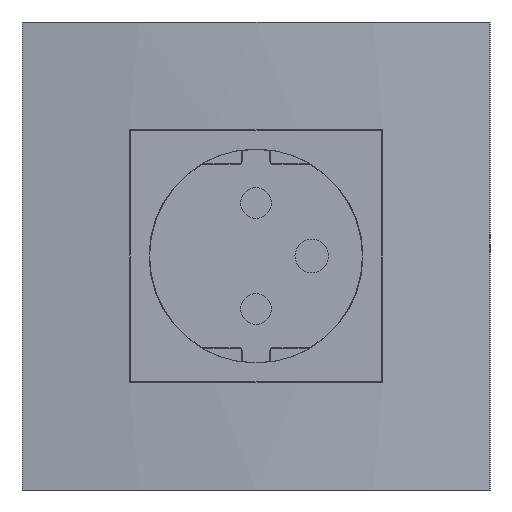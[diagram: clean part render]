
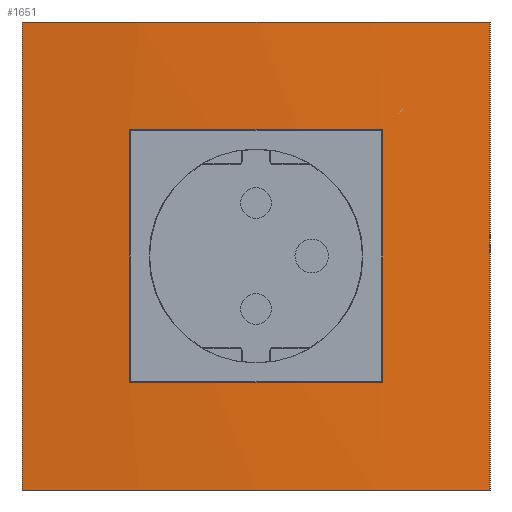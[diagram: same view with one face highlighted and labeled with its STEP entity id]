
A CAD part, front view. The second image highlights one B-rep face of the part: STEP entity #1651.
In plain terms, the highlighted cylindrical face has radius 295.5 mm (diameter 591 mm), a partial arc.
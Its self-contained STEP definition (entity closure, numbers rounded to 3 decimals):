
#47 = CARTESIAN_POINT ( 'NONE',  ( 0., -287., 42. ) ) ;
#148 = DIRECTION ( 'NONE',  ( 0., 0., 1. ) ) ;
#171 = VECTOR ( 'NONE', #2572, 1000. ) ;
#255 = CARTESIAN_POINT ( 'NONE',  ( -22.7, 7.627, -22.7 ) ) ;
#361 = EDGE_CURVE ( 'NONE', #1500, #4530, #2244, .T. ) ;
#510 = CARTESIAN_POINT ( 'NONE',  ( -42., 5.5, 42. ) ) ;
#549 = VERTEX_POINT ( 'NONE', #1458 ) ;
#593 = EDGE_LOOP ( 'NONE', ( #5010, #5116, #2575, #3236 ) ) ;
#763 = VERTEX_POINT ( 'NONE', #5213 ) ;
#859 = DIRECTION ( 'NONE',  ( 0., 0., 1. ) ) ;
#877 = AXIS2_PLACEMENT_3D ( 'NONE', #47, #3095, #4702 ) ;
#957 = CARTESIAN_POINT ( 'NONE',  ( 0., -287., 22.7 ) ) ;
#1011 = DIRECTION ( 'NONE',  ( 0., 0., -1. ) ) ;
#1018 = CIRCLE ( 'NONE', #5084, 295.5 ) ;
#1117 = LINE ( 'NONE', #1393, #5486 ) ;
#1216 = CYLINDRICAL_SURFACE ( 'NONE', #4228, 295.5 ) ;
#1379 = DIRECTION ( 'NONE',  ( -1., 0., 0. ) ) ;
#1393 = CARTESIAN_POINT ( 'NONE',  ( -42., 5.5, 42. ) ) ;
#1458 = CARTESIAN_POINT ( 'NONE',  ( 22.7, 7.627, -22.7 ) ) ;
#1475 = EDGE_LOOP ( 'NONE', ( #4231, #3935, #4458, #5463 ) ) ;
#1500 = VERTEX_POINT ( 'NONE', #4324 ) ;
#1582 = DIRECTION ( 'NONE',  ( -1., 0., 0. ) ) ;
#1651 = ADVANCED_FACE ( 'NONE', ( #2894, #5315 ), #1216, .T. ) ;
#1703 = VECTOR ( 'NONE', #148, 1000. ) ;
#1735 = CARTESIAN_POINT ( 'NONE',  ( 0., -287., -42. ) ) ;
#1803 = AXIS2_PLACEMENT_3D ( 'NONE', #1735, #859, #2173 ) ;
#1820 = VERTEX_POINT ( 'NONE', #4818 ) ;
#1846 = LINE ( 'NONE', #5081, #171 ) ;
#1856 = EDGE_CURVE ( 'NONE', #2318, #4218, #1018, .T. ) ;
#1990 = DIRECTION ( 'NONE',  ( 0., 0., -1. ) ) ;
#2075 = VERTEX_POINT ( 'NONE', #255 ) ;
#2173 = DIRECTION ( 'NONE',  ( -1., 0., 0. ) ) ;
#2244 = CIRCLE ( 'NONE', #877, 295.5 ) ;
#2281 = EDGE_CURVE ( 'NONE', #763, #1820, #2341, .T. ) ;
#2318 = VERTEX_POINT ( 'NONE', #3851 ) ;
#2341 = CIRCLE ( 'NONE', #1803, 295.5 ) ;
#2445 = CARTESIAN_POINT ( 'NONE',  ( 0., -287., 42. ) ) ;
#2572 = DIRECTION ( 'NONE',  ( 0., 0., -1. ) ) ;
#2575 = ORIENTED_EDGE ( 'NONE', *, *, #361, .F. ) ;
#2722 = CARTESIAN_POINT ( 'NONE',  ( 22.7, 7.627, 42. ) ) ;
#2782 = VECTOR ( 'NONE', #4049, 1000. ) ;
#2894 = FACE_BOUND ( 'NONE', #1475, .T. ) ;
#3095 = DIRECTION ( 'NONE',  ( 0., 0., 1. ) ) ;
#3112 = CIRCLE ( 'NONE', #3312, 295.5 ) ;
#3117 = DIRECTION ( 'NONE',  ( 1., 0., 0. ) ) ;
#3236 = ORIENTED_EDGE ( 'NONE', *, *, #3658, .T. ) ;
#3312 = AXIS2_PLACEMENT_3D ( 'NONE', #4786, #4414, #1379 ) ;
#3507 = EDGE_CURVE ( 'NONE', #4530, #1820, #1117, .T. ) ;
#3608 = EDGE_CURVE ( 'NONE', #549, #2318, #4047, .T. ) ;
#3658 = EDGE_CURVE ( 'NONE', #1500, #763, #3901, .T. ) ;
#3692 = CARTESIAN_POINT ( 'NONE',  ( 42., 5.5, 42. ) ) ;
#3851 = CARTESIAN_POINT ( 'NONE',  ( 22.7, 7.627, 22.7 ) ) ;
#3901 = LINE ( 'NONE', #3692, #2782 ) ;
#3935 = ORIENTED_EDGE ( 'NONE', *, *, #3608, .T. ) ;
#3939 = DIRECTION ( 'NONE',  ( 0., 0., 1. ) ) ;
#4047 = LINE ( 'NONE', #2722, #1703 ) ;
#4049 = DIRECTION ( 'NONE',  ( 0., 0., -1. ) ) ;
#4218 = VERTEX_POINT ( 'NONE', #4991 ) ;
#4228 = AXIS2_PLACEMENT_3D ( 'NONE', #2445, #1990, #1582 ) ;
#4231 = ORIENTED_EDGE ( 'NONE', *, *, #4551, .T. ) ;
#4324 = CARTESIAN_POINT ( 'NONE',  ( 42., 5.5, 42. ) ) ;
#4375 = EDGE_CURVE ( 'NONE', #4218, #2075, #1846, .T. ) ;
#4414 = DIRECTION ( 'NONE',  ( 0., 0., -1. ) ) ;
#4458 = ORIENTED_EDGE ( 'NONE', *, *, #1856, .T. ) ;
#4530 = VERTEX_POINT ( 'NONE', #510 ) ;
#4551 = EDGE_CURVE ( 'NONE', #2075, #549, #3112, .T. ) ;
#4702 = DIRECTION ( 'NONE',  ( -1., 0., 0. ) ) ;
#4786 = CARTESIAN_POINT ( 'NONE',  ( 0., -287., -22.7 ) ) ;
#4818 = CARTESIAN_POINT ( 'NONE',  ( -42., 5.5, -42. ) ) ;
#4991 = CARTESIAN_POINT ( 'NONE',  ( -22.7, 7.627, 22.7 ) ) ;
#5010 = ORIENTED_EDGE ( 'NONE', *, *, #2281, .T. ) ;
#5081 = CARTESIAN_POINT ( 'NONE',  ( -22.7, 7.627, 42. ) ) ;
#5084 = AXIS2_PLACEMENT_3D ( 'NONE', #957, #3939, #3117 ) ;
#5116 = ORIENTED_EDGE ( 'NONE', *, *, #3507, .F. ) ;
#5213 = CARTESIAN_POINT ( 'NONE',  ( 42., 5.5, -42. ) ) ;
#5315 = FACE_OUTER_BOUND ( 'NONE', #593, .T. ) ;
#5463 = ORIENTED_EDGE ( 'NONE', *, *, #4375, .T. ) ;
#5486 = VECTOR ( 'NONE', #1011, 1000. ) ;
